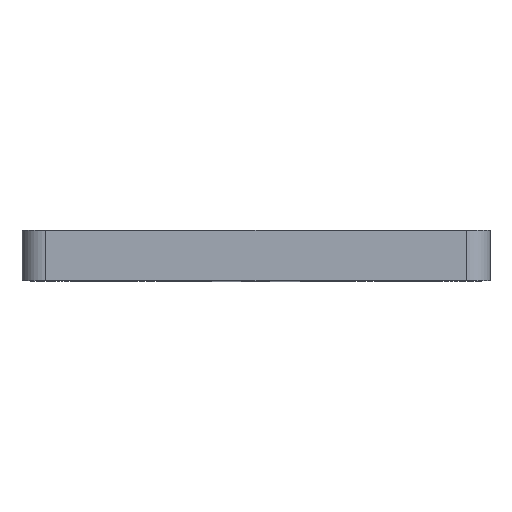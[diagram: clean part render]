
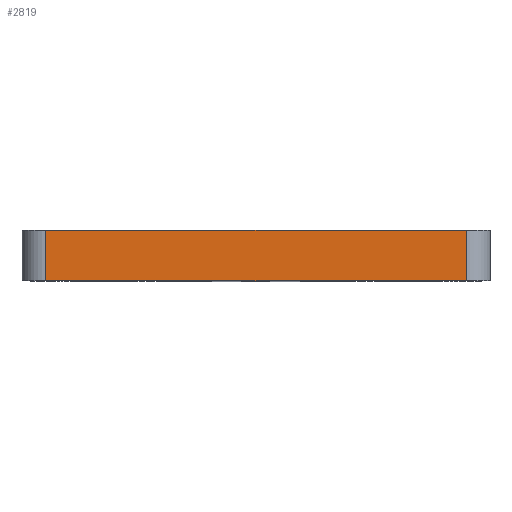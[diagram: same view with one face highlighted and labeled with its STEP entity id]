
A CAD part, top view. The second image highlights one B-rep face of the part: STEP entity #2819.
In plain terms, the highlighted planar face has unit normal (0, 0, 1).
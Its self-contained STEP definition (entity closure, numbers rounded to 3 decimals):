
#54=PLANE('',#3043);
#203=FACE_OUTER_BOUND('',#383,.T.);
#383=EDGE_LOOP('',(#2483,#2484,#2485,#2486));
#788=LINE('',#7744,#932);
#806=LINE('',#11489,#950);
#819=LINE('',#11566,#963);
#820=LINE('',#11568,#964);
#932=VECTOR('',#3404,10.);
#950=VECTOR('',#3484,10.);
#963=VECTOR('',#3573,10.);
#964=VECTOR('',#3576,10.);
#1215=VERTEX_POINT('',#7741);
#1216=VERTEX_POINT('',#7743);
#1239=VERTEX_POINT('',#11486);
#1240=VERTEX_POINT('',#11488);
#1581=EDGE_CURVE('',#1215,#1216,#788,.T.);
#1647=EDGE_CURVE('',#1239,#1240,#806,.T.);
#1683=EDGE_CURVE('',#1216,#1239,#819,.T.);
#1684=EDGE_CURVE('',#1240,#1215,#820,.T.);
#2483=ORIENTED_EDGE('',*,*,#1683,.F.);
#2484=ORIENTED_EDGE('',*,*,#1581,.F.);
#2485=ORIENTED_EDGE('',*,*,#1684,.F.);
#2486=ORIENTED_EDGE('',*,*,#1647,.F.);
#2819=ADVANCED_FACE('',(#203),#54,.T.);
#3043=AXIS2_PLACEMENT_3D('',#11567,#3574,#3575);
#3404=DIRECTION('',(1.,0.,0.));
#3484=DIRECTION('',(-1.,0.,0.));
#3573=DIRECTION('',(0.,-1.,0.));
#3574=DIRECTION('center_axis',(0.,0.,
1.));
#3575=DIRECTION('ref_axis',(-1.,0.,0.));
#3576=DIRECTION('',(0.,1.,0.));
#7741=CARTESIAN_POINT('',(-26.484,0.,16.992));
#7743=CARTESIAN_POINT('',(26.516,0.,16.992));
#7744=CARTESIAN_POINT('',(-29.484,0.,16.992));
#11486=CARTESIAN_POINT('',(26.516,-6.35,16.992));
#11488=CARTESIAN_POINT('',(-26.484,-6.35,16.992));
#11489=CARTESIAN_POINT('',(-29.484,-6.35,16.992));
#11566=CARTESIAN_POINT('',(26.516,0.,16.992));
#11567=CARTESIAN_POINT('Origin',(29.516,0.,16.992));
#11568=CARTESIAN_POINT('',(-26.484,0.,16.992));
